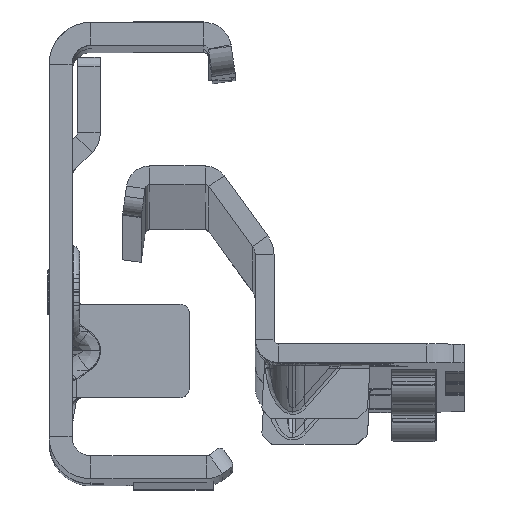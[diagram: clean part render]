
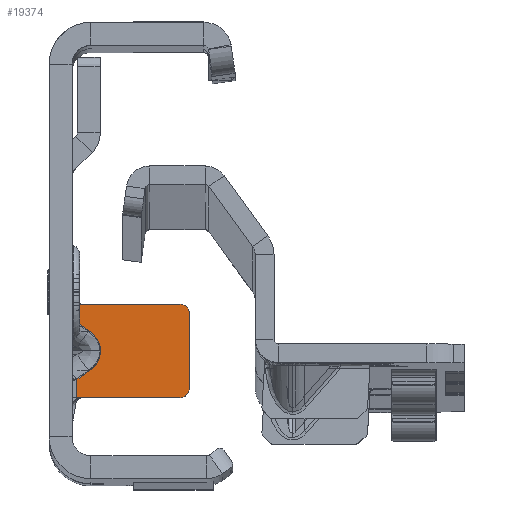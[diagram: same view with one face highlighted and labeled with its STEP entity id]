
A CAD part, top view. The second image highlights one B-rep face of the part: STEP entity #19374.
In plain terms, the highlighted planar face has unit normal (0, 0, 1).
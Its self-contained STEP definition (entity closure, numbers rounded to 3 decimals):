
#70 = VERTEX_POINT ( 'NONE', #13252 ) ;
#358 = DIRECTION ( 'NONE',  ( 0., 1., 0. ) ) ;
#1278 = DIRECTION ( 'NONE',  ( -0.816, 0.577, 0. ) ) ;
#1361 = VERTEX_POINT ( 'NONE', #34230 ) ;
#1500 = CARTESIAN_POINT ( 'NONE',  ( 12.5, -13.55, -441.5 ) ) ;
#1548 = VECTOR ( 'NONE', #10544, 1000. ) ;
#1749 = EDGE_CURVE ( 'NONE', #6267, #11932, #8040, .T. ) ;
#2306 = VECTOR ( 'NONE', #31760, 1000. ) ;
#2818 = PLANE ( 'NONE',  #11961 ) ;
#2920 = VECTOR ( 'NONE', #1278, 1000. ) ;
#3314 = EDGE_LOOP ( 'NONE', ( #25820, #6724, #32975, #6208, #13104, #27568, #34711, #25005, #31536, #18546, #17546, #15431 ) ) ;
#3399 = CARTESIAN_POINT ( 'NONE',  ( 0.64, -14.55, -441.5 ) ) ;
#3447 = VERTEX_POINT ( 'NONE', #31150 ) ;
#3486 = CARTESIAN_POINT ( 'NONE',  ( 0.5, -4.55, -441.5 ) ) ;
#4303 = VERTEX_POINT ( 'NONE', #32900 ) ;
#4414 = CARTESIAN_POINT ( 'NONE',  ( 12.5, 22.3, -441.5 ) ) ;
#5790 = VERTEX_POINT ( 'NONE', #30754 ) ;
#6208 = ORIENTED_EDGE ( 'NONE', *, *, #15406, .F. ) ;
#6267 = VERTEX_POINT ( 'NONE', #22167 ) ;
#6458 = AXIS2_PLACEMENT_3D ( 'NONE', #6749, #12069, #17520 ) ;
#6724 = ORIENTED_EDGE ( 'NONE', *, *, #1749, .F. ) ;
#6749 = CARTESIAN_POINT ( 'NONE',  ( 11.5, -13.55, -441.5 ) ) ;
#7064 = CARTESIAN_POINT ( 'NONE',  ( 0.5, 22.3, -441.5 ) ) ;
#7147 = DIRECTION ( 'NONE',  ( 0.816, 0.577, 0. ) ) ;
#8040 =( BOUNDED_CURVE ( )  B_SPLINE_CURVE ( 3, ( #11145, #31905, #21676, #21849 ),
 .UNSPECIFIED., .F., .T. ) 
 B_SPLINE_CURVE_WITH_KNOTS ( ( 4, 4 ),
 ( 2.356, 3.927 ),
 .UNSPECIFIED. ) 
 CURVE ( )  GEOMETRIC_REPRESENTATION_ITEM ( )  RATIONAL_B_SPLINE_CURVE ( ( 1., 0.805, 0.805, 1. ) ) 
 REPRESENTATION_ITEM ( '' )  );
#8329 = VERTEX_POINT ( 'NONE', #15642 ) ;
#9510 = B_SPLINE_CURVE_WITH_KNOTS ( 'NONE', 3,
 ( #32274, #29996, #3399, #14177 ),
 .UNSPECIFIED., .F., .F.,
 ( 4, 4 ),
 ( 0., 0. ),
 .UNSPECIFIED. ) ;
#9730 = DIRECTION ( 'NONE',  ( 0., 1., 0. ) ) ;
#10406 = VECTOR ( 'NONE', #7147, 1000. ) ;
#10544 = DIRECTION ( 'NONE',  ( 1., 0., 0. ) ) ;
#11145 = CARTESIAN_POINT ( 'NONE',  ( 1.778, -11.707, -441.5 ) ) ;
#11932 = VERTEX_POINT ( 'NONE', #20225 ) ;
#11961 = AXIS2_PLACEMENT_3D ( 'NONE', #24276, #21474, #358 ) ;
#12069 = DIRECTION ( 'NONE',  ( 0., 0., 1. ) ) ;
#12770 = CARTESIAN_POINT ( 'NONE',  ( 0.5, 22.3, -441.5 ) ) ;
#13104 = ORIENTED_EDGE ( 'NONE', *, *, #18270, .T. ) ;
#13140 = CIRCLE ( 'NONE', #17626, 1. ) ;
#13252 = CARTESIAN_POINT ( 'NONE',  ( 0.71, -4.55, -441.5 ) ) ;
#13360 = LINE ( 'NONE', #32321, #1548 ) ;
#14177 = CARTESIAN_POINT ( 'NONE',  ( 0.71, -14.55, -441.5 ) ) ;
#14265 = CARTESIAN_POINT ( 'NONE',  ( 0.64, -4.55, -441.5 ) ) ;
#14755 = VECTOR ( 'NONE', #9730, 1000. ) ;
#15200 = CARTESIAN_POINT ( 'NONE',  ( 1.35, -7.091, -441.5 ) ) ;
#15406 = EDGE_CURVE ( 'NONE', #16138, #3447, #34204, .T. ) ;
#15431 = ORIENTED_EDGE ( 'NONE', *, *, #19152, .F. ) ;
#15642 = CARTESIAN_POINT ( 'NONE',  ( 11.5, -14.55, -441.5 ) ) ;
#16138 = VERTEX_POINT ( 'NONE', #28927 ) ;
#16552 = CARTESIAN_POINT ( 'NONE',  ( 12.5, -5.55, -441.5 ) ) ;
#17095 = VERTEX_POINT ( 'NONE', #20396 ) ;
#17256 = CARTESIAN_POINT ( 'NONE',  ( 0.57, -4.55, -441.5 ) ) ;
#17498 = DIRECTION ( 'NONE',  ( 0., 0., 1. ) ) ;
#17520 = DIRECTION ( 'NONE',  ( 0., 1., 0. ) ) ;
#17545 = VERTEX_POINT ( 'NONE', #1500 ) ;
#17546 = ORIENTED_EDGE ( 'NONE', *, *, #18002, .F. ) ;
#17626 = AXIS2_PLACEMENT_3D ( 'NONE', #20105, #17498, #28213 ) ;
#17815 = LINE ( 'NONE', #4414, #18240 ) ;
#17908 = VERTEX_POINT ( 'NONE', #16552 ) ;
#18002 = EDGE_CURVE ( 'NONE', #1361, #70, #32566, .T. ) ;
#18113 = EDGE_CURVE ( 'NONE', #4303, #70, #30901, .T. ) ;
#18240 = VECTOR ( 'NONE', #21124, 1000. ) ;
#18270 = EDGE_CURVE ( 'NONE', #16138, #17095, #9510, .T. ) ;
#18546 = ORIENTED_EDGE ( 'NONE', *, *, #18113, .T. ) ;
#19152 = EDGE_CURVE ( 'NONE', #5790, #1361, #33819, .T. ) ;
#19374 = ADVANCED_FACE ( 'NONE', ( #24434 ), #2818, .F. ) ;
#20105 = CARTESIAN_POINT ( 'NONE',  ( 11.5, -5.55, -441.5 ) ) ;
#20225 = CARTESIAN_POINT ( 'NONE',  ( 1.778, -7.393, -441.5 ) ) ;
#20396 = CARTESIAN_POINT ( 'NONE',  ( 0.71, -14.55, -441.5 ) ) ;
#20526 = CARTESIAN_POINT ( 'NONE',  ( 2.628, -11.106, -441.5 ) ) ;
#20639 = EDGE_CURVE ( 'NONE', #17545, #17908, #17815, .T. ) ;
#21063 = EDGE_CURVE ( 'NONE', #8329, #17545, #21618, .T. ) ;
#21124 = DIRECTION ( 'NONE',  ( 0., 1., 0. ) ) ;
#21474 = DIRECTION ( 'NONE',  ( 0., 0., -1. ) ) ;
#21618 = CIRCLE ( 'NONE', #6458, 1. ) ;
#21676 = CARTESIAN_POINT ( 'NONE',  ( 3.565, -8.657, -441.5 ) ) ;
#21849 = CARTESIAN_POINT ( 'NONE',  ( 1.778, -7.393, -441.5 ) ) ;
#22167 = CARTESIAN_POINT ( 'NONE',  ( 1.778, -11.707, -441.5 ) ) ;
#22182 = EDGE_CURVE ( 'NONE', #17095, #8329, #13360, .T. ) ;
#22811 = LINE ( 'NONE', #20526, #10406 ) ;
#23851 = DIRECTION ( 'NONE',  ( -1., 0., 0. ) ) ;
#24276 = CARTESIAN_POINT ( 'NONE',  ( -7.344, 22.3, -441.5 ) ) ;
#24434 = FACE_OUTER_BOUND ( 'NONE', #3314, .T. ) ;
#24865 = VECTOR ( 'NONE', #23851, 1000. ) ;
#25005 = ORIENTED_EDGE ( 'NONE', *, *, #20639, .T. ) ;
#25360 = EDGE_CURVE ( 'NONE', #17908, #4303, #13140, .T. ) ;
#25820 = ORIENTED_EDGE ( 'NONE', *, *, #33328, .F. ) ;
#26991 = EDGE_CURVE ( 'NONE', #3447, #6267, #22811, .T. ) ;
#27136 = LINE ( 'NONE', #15200, #2920 ) ;
#27568 = ORIENTED_EDGE ( 'NONE', *, *, #22182, .T. ) ;
#27962 = CARTESIAN_POINT ( 'NONE',  ( 0.71, -4.55, -441.5 ) ) ;
#28213 = DIRECTION ( 'NONE',  ( 0., 1., 0. ) ) ;
#28927 = CARTESIAN_POINT ( 'NONE',  ( 0.5, -14.55, -441.5 ) ) ;
#29996 = CARTESIAN_POINT ( 'NONE',  ( 0.57, -14.55, -441.5 ) ) ;
#30754 = CARTESIAN_POINT ( 'NONE',  ( 0.5, -6.49, -441.5 ) ) ;
#30901 = LINE ( 'NONE', #33891, #24865 ) ;
#31150 = CARTESIAN_POINT ( 'NONE',  ( 0.5, -12.61, -441.5 ) ) ;
#31536 = ORIENTED_EDGE ( 'NONE', *, *, #25360, .T. ) ;
#31760 = DIRECTION ( 'NONE',  ( 0., 1., 0. ) ) ;
#31905 = CARTESIAN_POINT ( 'NONE',  ( 3.565, -10.443, -441.5 ) ) ;
#32274 = CARTESIAN_POINT ( 'NONE',  ( 0.5, -14.55, -441.5 ) ) ;
#32321 = CARTESIAN_POINT ( 'NONE',  ( -7.344, -14.55, -441.5 ) ) ;
#32566 = B_SPLINE_CURVE_WITH_KNOTS ( 'NONE', 3,
 ( #3486, #17256, #14265, #27962 ),
 .UNSPECIFIED., .F., .F.,
 ( 4, 4 ),
 ( 0., 0. ),
 .UNSPECIFIED. ) ;
#32900 = CARTESIAN_POINT ( 'NONE',  ( 11.5, -4.55, -441.5 ) ) ;
#32975 = ORIENTED_EDGE ( 'NONE', *, *, #26991, .F. ) ;
#33328 = EDGE_CURVE ( 'NONE', #11932, #5790, #27136, .T. ) ;
#33819 = LINE ( 'NONE', #7064, #14755 ) ;
#33891 = CARTESIAN_POINT ( 'NONE',  ( -7.344, -4.55, -441.5 ) ) ;
#34204 = LINE ( 'NONE', #12770, #2306 ) ;
#34230 = CARTESIAN_POINT ( 'NONE',  ( 0.5, -4.55, -441.5 ) ) ;
#34711 = ORIENTED_EDGE ( 'NONE', *, *, #21063, .T. ) ;
